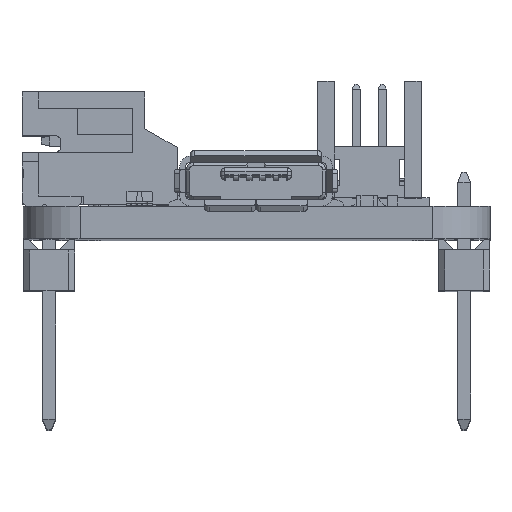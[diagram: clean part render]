
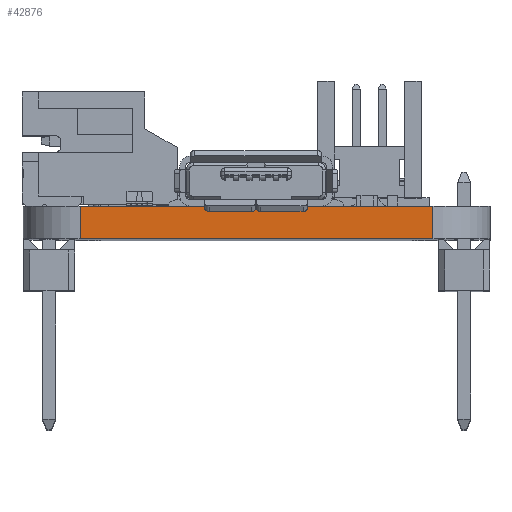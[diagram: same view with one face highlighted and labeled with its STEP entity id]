
A CAD part, top view. The second image highlights one B-rep face of the part: STEP entity #42876.
In plain terms, the highlighted planar face has unit normal (0, 0, 1).
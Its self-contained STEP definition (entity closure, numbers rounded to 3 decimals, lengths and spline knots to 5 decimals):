
#3263=FACE_OUTER_BOUND('',#5581,.T.);
#5581=EDGE_LOOP('',(#37573,#37574,#37575,#37576));
#11006=LINE('',#69128,#16371);
#11007=LINE('',#69131,#16372);
#11008=LINE('',#69133,#16373);
#11009=LINE('',#69134,#16374);
#16371=VECTOR('',#56488,0.3937);
#16372=VECTOR('',#56491,0.3937);
#16373=VECTOR('',#56492,0.3937);
#16374=VECTOR('',#56493,0.3937);
#20145=VERTEX_POINT('',#69124);
#20146=VERTEX_POINT('',#69126);
#20147=VERTEX_POINT('',#69130);
#20148=VERTEX_POINT('',#69132);
#25979=EDGE_CURVE('',#20145,#20146,#11006,.T.);
#25980=EDGE_CURVE('',#20145,#20147,#11007,.T.);
#25981=EDGE_CURVE('',#20148,#20146,#11008,.T.);
#25982=EDGE_CURVE('',#20147,#20148,#11009,.T.);
#37573=ORIENTED_EDGE('',*,*,#25980,.F.);
#37574=ORIENTED_EDGE('',*,*,#25979,.T.);
#37575=ORIENTED_EDGE('',*,*,#25981,.F.);
#37576=ORIENTED_EDGE('',*,*,#25982,.F.);
#39665=PLANE('',#45763);
#42876=ADVANCED_FACE('',(#3263),#39665,.T.);
#45763=AXIS2_PLACEMENT_3D('',#69129,#56489,#56490);
#56488=DIRECTION('',(0.,1.,0.));
#56489=DIRECTION('center_axis',(0.,0.,1.));
#56490=DIRECTION('ref_axis',(1.,0.,0.));
#56491=DIRECTION('',(-1.,0.,0.));
#56492=DIRECTION('',(1.,0.,0.));
#56493=DIRECTION('',(0.,1.,0.));
#69124=CARTESIAN_POINT('',(-0.11,0.,0.));
#69126=CARTESIAN_POINT('',(-0.11,0.063,0.));
#69128=CARTESIAN_POINT('',(-0.11,0.,0.));
#69129=CARTESIAN_POINT('Origin',(-0.79,0.,0.));
#69130=CARTESIAN_POINT('',(-0.79,0.,0.));
#69131=CARTESIAN_POINT('',(-0.11,0.,0.));
#69132=CARTESIAN_POINT('',(-0.79,0.063,0.));
#69133=CARTESIAN_POINT('',(-0.11,0.063,0.));
#69134=CARTESIAN_POINT('',(-0.79,0.,0.));
